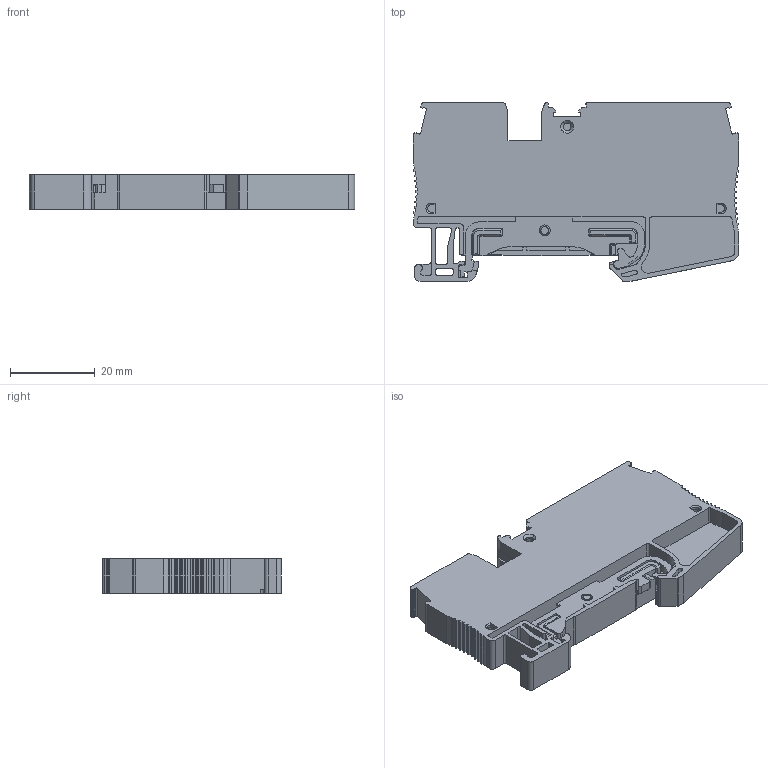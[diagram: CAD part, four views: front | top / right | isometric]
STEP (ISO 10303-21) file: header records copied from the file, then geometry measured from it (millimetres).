
FILE_DESCRIPTION((''),'2;1');
FILE_NAME('123','2023-01-10T',('Administrator'),(''),'PRO/ENGINEER BY PARAMETRIC TECHNOLOGY CORPORATION, 2013230','PRO/ENGINEER BY PARAMETRIC TECHNOLOGY CORPORATION, 2013230','');
FILE_SCHEMA(('CONFIG_CONTROL_DESIGN'));
Length unit declared in the file: millimetre
Products named in the file (1): 123
Bounding box: 77.02 x 42.2 x 8.2 mm (x, y, z)
Volume: 15368.6 mm3; surface area: 13175.2 mm2
Topology: 1 solids, 1 shells, 857 faces, 2410 edges, 1564 vertices
Faces by surface type: plane 551, cylinder 262, cone 32, torus 10, bspline 2
Entity records: 33694 total; most frequent: CARTESIAN_POINT 5206, ORIENTED_EDGE 4804, DIRECTION 4601, EDGE_CURVE 2402, VECTOR 1781, LINE 1781, VERTEX_POINT 1564, AXIS2_PLACEMENT_3D 1410
